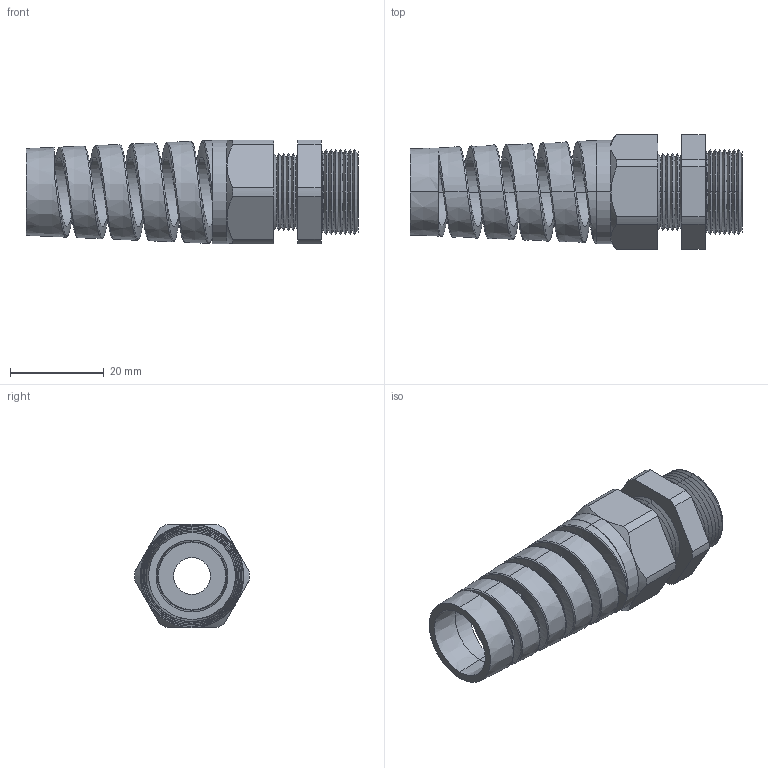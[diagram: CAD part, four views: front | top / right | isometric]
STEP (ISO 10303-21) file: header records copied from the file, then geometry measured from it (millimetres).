
FILE_DESCRIPTION (( 'STEP AP203' ), '1' );
FILE_NAME ('CF11BA-GY.STEP', '2008-05-28T16:17:17', ( 'Baystate01' ), ( 'Baystate' ), 'SwSTEP 2.0', 'SolidWorks 2007', '' );
FILE_SCHEMA (( 'CONFIG_CONTROL_DESIGN' ));
Length unit declared in the file: inch
Products named in the file (1): CF11BA-GY
Bounding box: 70.87 x 24.52 x 22.1 mm (x, y, z)
Volume: 12646.5 mm3; surface area: 10612.4 mm2
Topology: 2 solids, 2 shells, 146 faces, 343 edges, 204 vertices
Faces by surface type: cone 77, cylinder 35, plane 24, torus 6, bspline 4
Entity records: 9661 total; most frequent: CARTESIAN_POINT 6281, DIRECTION 699, ORIENTED_EDGE 686, EDGE_CURVE 343, AXIS2_PLACEMENT_3D 279, VERTEX_POINT 204, EDGE_LOOP 155, ADVANCED_FACE 146
